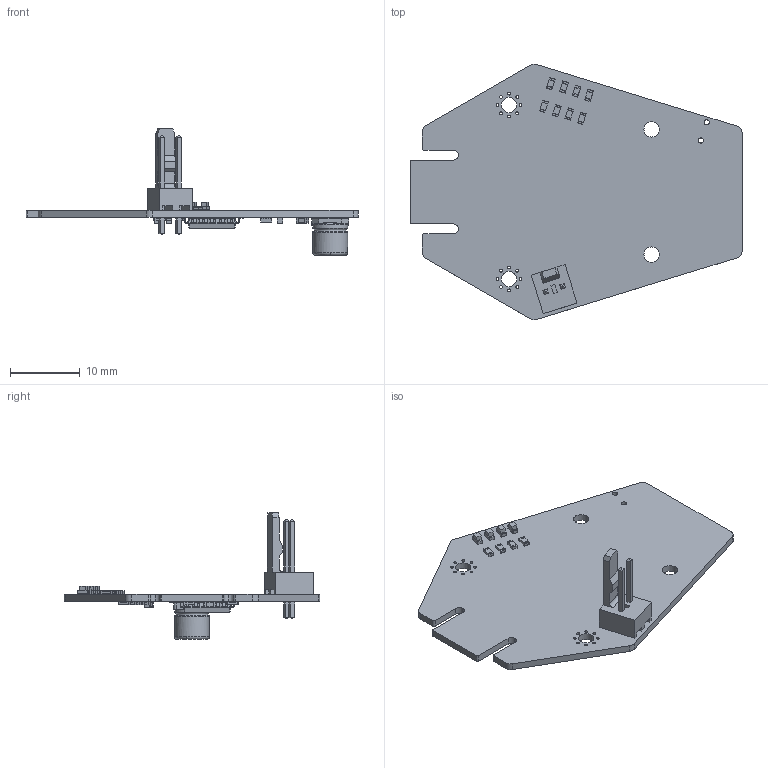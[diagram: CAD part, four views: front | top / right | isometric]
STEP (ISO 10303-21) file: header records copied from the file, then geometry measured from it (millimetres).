
FILE_DESCRIPTION(('KiCad electronic assembly'),'2;1');
FILE_NAME('motor_hexpansion.step','2024-03-25T20:51:02',('Pcbnew'),( 'Kicad'),'Open CASCADE STEP processor 7.6','KiCad to STEP converter' ,'Unknown');
FILE_SCHEMA(('AUTOMOTIVE_DESIGN { 1 0 10303 214 1 1 1 1 }'));
Length unit declared in the file: millimetre
Products named in the file (16): motor_hexpansion 1; LED_0603_1608Metric; R_0603_1608Metric; Molex_KK-254_AE-6410-02A_1x02_P2.54mm_Vertical; Molex_AE_6410_02A; CP_Elec_5x5.4; CP_Elec_5x54; LQFP-32_7x7mm_P0.8mm; LQFP_32_7x7mm_P08mm; C_0603_1608Metric; SOT-563; SOT_563; motor_hexpansion_PCB
Assembly tree (32 placements, depth 3):
  motor_hexpansion 1
    LED_0603_1608Metric  x4
      LED_0603_1608Metric
    R_0603_1608Metric  x12
      R_0603_1608Metric
    Molex_KK-254_AE-6410-02A_1x02_P2.54mm_Vertical
      Molex_AE_6410_02A
    CP_Elec_5x5.4
      CP_Elec_5x54
    LQFP-32_7x7mm_P0.8mm
      LQFP_32_7x7mm_P08mm
    C_0603_1608Metric  x4
      C_0603_1608Metric
    SOT-563
      SOT_563
    motor_hexpansion_PCB
Bounding box: 47.75 x 36.78 x 18.2 mm (x, y, z)
Volume: 1559 mm3; surface area: 3452.7 mm2
Topology: 25 solids, 25 shells, 1352 faces, 3562 edges, 2279 vertices
Faces by surface type: plane 920, cylinder 355, bspline 72, torus 4, revolution 1
Full cylindrical faces by diameter (mm): 0.25 x1, 0.4 x16, 0.5 x1, 0.75 x2, 1.19 x2, 2.2 x4, 5 x2
Entity records: 32573 total; most frequent: CARTESIAN_POINT 6068, ORIENTED_EDGE 4398, DIRECTION 4148, EDGE_CURVE 2199, LINE 1717, VECTOR 1717, VERTEX_POINT 1393, AXIS2_PLACEMENT_3D 1215
